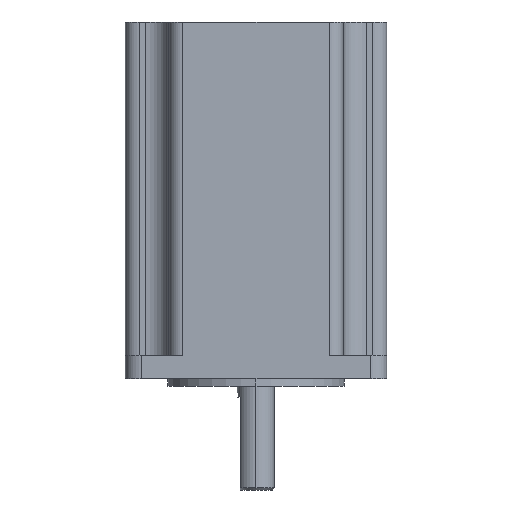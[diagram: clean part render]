
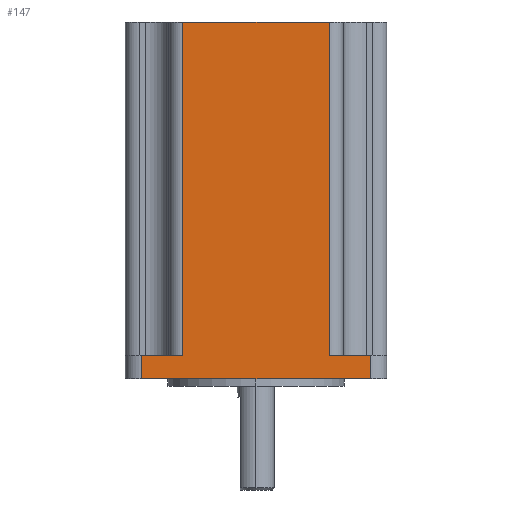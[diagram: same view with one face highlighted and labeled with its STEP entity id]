
A CAD part, left-side view. The second image highlights one B-rep face of the part: STEP entity #147.
In plain terms, the highlighted planar face has unit normal (-1, 0, 0).
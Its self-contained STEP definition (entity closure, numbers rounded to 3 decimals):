
#55 = EDGE_CURVE ( 'NONE', #1383, #1384, #1665, .T. ) ;
#60 = EDGE_CURVE ( 'NONE', #1397, #1383, #1668, .T. ) ;
#61 = EDGE_CURVE ( 'NONE', #1398, #1397, #1669, .T. ) ;
#62 = EDGE_CURVE ( 'NONE', #1381, #1384, #1670, .T. ) ;
#102 = EDGE_CURVE ( 'NONE', #1382, #1381, #1704, .T. ) ;
#121 = EDGE_CURVE ( 'NONE', #1398, #1356, #1727, .T. ) ;
#122 = EDGE_CURVE ( 'NONE', #1355, #1382, #1728, .T. ) ;
#124 = EDGE_CURVE ( 'NONE', #1355, #1356, #1730, .T. ) ;
#147 = ADVANCED_FACE ( 'NONE', ( #1761 ), #842, .F. ) ;
#217 = VECTOR ( 'NONE', #602, 1000. ) ;
#251 = VECTOR ( 'NONE', #588, 1000. ) ;
#285 = VECTOR ( 'NONE', #712, 1000. ) ;
#318 = VECTOR ( 'NONE', #604, 1000. ) ;
#345 = VECTOR ( 'NONE', #600, 1000. ) ;
#360 = VECTOR ( 'NONE', #761, 1000. ) ;
#361 = VECTOR ( 'NONE', #763, 1000. ) ;
#363 = VECTOR ( 'NONE', #767, 1000. ) ;
#385 = AXIS2_PLACEMENT_3D ( 'NONE', #843, #844, #845 ) ;
#587 = CARTESIAN_POINT ( 'NONE',  ( -28.2, 28.2, 5.08 ) ) ;
#588 = DIRECTION ( 'NONE',  ( 0., -1., 0. ) ) ;
#599 = CARTESIAN_POINT ( 'NONE',  ( -28.2, -15.8, 77. ) ) ;
#600 = DIRECTION ( 'NONE',  ( 0., 0., -1. ) ) ;
#601 = CARTESIAN_POINT ( 'NONE',  ( -28.2, 15.8, 77. ) ) ;
#602 = DIRECTION ( 'NONE',  ( 0., -1., 0. ) ) ;
#603 = CARTESIAN_POINT ( 'NONE',  ( -28.2, -24.7, 5.08 ) ) ;
#604 = DIRECTION ( 'NONE',  ( 0., 0., 1. ) ) ;
#711 = CARTESIAN_POINT ( 'NONE',  ( -28.2, 28.2, 0. ) ) ;
#712 = DIRECTION ( 'NONE',  ( 0., -1., 0. ) ) ;
#760 = CARTESIAN_POINT ( 'NONE',  ( -28.2, 15.8, 77. ) ) ;
#761 = DIRECTION ( 'NONE',  ( 0., 0., -1. ) ) ;
#762 = CARTESIAN_POINT ( 'NONE',  ( -28.2, 24.7, 5.08 ) ) ;
#763 = DIRECTION ( 'NONE',  ( 0., 0., -1. ) ) ;
#766 = CARTESIAN_POINT ( 'NONE',  ( -28.2, 28.2, 5.08 ) ) ;
#767 = DIRECTION ( 'NONE',  ( 0., -1., 0. ) ) ;
#842 = PLANE ( 'NONE',  #385 ) ;
#843 = CARTESIAN_POINT ( 'NONE',  ( -28.2, 28.2, 5.08 ) ) ;
#844 = DIRECTION ( 'NONE',  ( 1., 0., 0. ) ) ;
#845 = DIRECTION ( 'NONE',  ( 0., 1., 0. ) ) ;
#1042 = CARTESIAN_POINT ( 'NONE',  ( -28.2, 24.7, 5.08 ) ) ;
#1043 = CARTESIAN_POINT ( 'NONE',  ( -28.2, 15.8, 5.08 ) ) ;
#1068 = CARTESIAN_POINT ( 'NONE',  ( -28.2, -24.7, 0. ) ) ;
#1069 = CARTESIAN_POINT ( 'NONE',  ( -28.2, 24.7, 0. ) ) ;
#1070 = CARTESIAN_POINT ( 'NONE',  ( -28.2, -15.8, 5.08 ) ) ;
#1071 = CARTESIAN_POINT ( 'NONE',  ( -28.2, -24.7, 5.08 ) ) ;
#1084 = CARTESIAN_POINT ( 'NONE',  ( -28.2, -15.8, 77. ) ) ;
#1085 = CARTESIAN_POINT ( 'NONE',  ( -28.2, 15.8, 77. ) ) ;
#1355 = VERTEX_POINT ( 'NONE', #1042 ) ;
#1356 = VERTEX_POINT ( 'NONE', #1043 ) ;
#1381 = VERTEX_POINT ( 'NONE', #1068 ) ;
#1382 = VERTEX_POINT ( 'NONE', #1069 ) ;
#1383 = VERTEX_POINT ( 'NONE', #1070 ) ;
#1384 = VERTEX_POINT ( 'NONE', #1071 ) ;
#1397 = VERTEX_POINT ( 'NONE', #1084 ) ;
#1398 = VERTEX_POINT ( 'NONE', #1085 ) ;
#1483 = ORIENTED_EDGE ( 'NONE', *, *, #102, .T. ) ;
#1484 = ORIENTED_EDGE ( 'NONE', *, *, #55, .F. ) ;
#1485 = ORIENTED_EDGE ( 'NONE', *, *, #62, .T. ) ;
#1486 = ORIENTED_EDGE ( 'NONE', *, *, #60, .F. ) ;
#1487 = ORIENTED_EDGE ( 'NONE', *, *, #121, .T. ) ;
#1488 = ORIENTED_EDGE ( 'NONE', *, *, #61, .F. ) ;
#1489 = ORIENTED_EDGE ( 'NONE', *, *, #124, .F. ) ;
#1490 = ORIENTED_EDGE ( 'NONE', *, *, #122, .T. ) ;
#1618 = EDGE_LOOP ( 'NONE', ( #1483, #1485, #1484, #1486, #1488, #1487, #1489, #1490 ) ) ;
#1665 = LINE ( 'NONE', #587, #251 ) ;
#1668 = LINE ( 'NONE', #599, #345 ) ;
#1669 = LINE ( 'NONE', #601, #217 ) ;
#1670 = LINE ( 'NONE', #603, #318 ) ;
#1704 = LINE ( 'NONE', #711, #285 ) ;
#1727 = LINE ( 'NONE', #760, #360 ) ;
#1728 = LINE ( 'NONE', #762, #361 ) ;
#1730 = LINE ( 'NONE', #766, #363 ) ;
#1761 = FACE_OUTER_BOUND ( 'NONE', #1618, .T. ) ;
